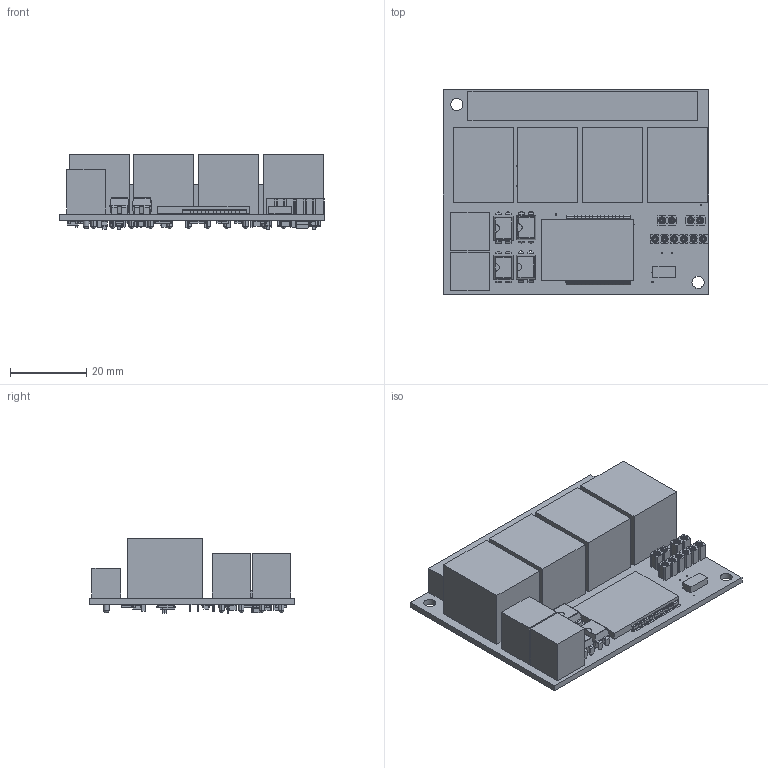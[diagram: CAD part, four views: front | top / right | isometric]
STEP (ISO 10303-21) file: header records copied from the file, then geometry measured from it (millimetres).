
FILE_DESCRIPTION(('PCB Model'),'2;1');
FILE_NAME('wifi_switch.STEP','2022-08-16T17:10:08',('heman'),( 'Unspecified'),'Open CASCADE STEP processor 6.8','Proteus','Unknown' );
FILE_SCHEMA(('AUTOMOTIVE_DESIGN { 1 0 10303 214 1 1 1 1 }'));
Length unit declared in the file: millimetre
Products named in the file (126): Open CASCADE STEP translator 6.8 1; Layer_1; 12PIN_TERMINAL; Open CASCADE STEP translator 6.8 1.2.1; Body_1; Pin_1; Pin_2; Pin_3; Pin_4; Pin_5; Pin_6; Pin_7; Pin_8; Pin_9; Pin_10; Pin_11; Pin_12; RL4; Open CASCADE STEP translator 6.8 1.3.1; 1; 2; RL1; Open CASCADE STEP translator 6.8 1.4.1; RL2; Open CASCADE STEP translator 6.8 1.5.1; RL3; Open CASCADE STEP translator 6.8 1.6.1; ESP; Open CASCADE STEP translator 6.8 1.7.1; Pin_13; Pin_14; Pin_15; Pin_16; OP1; Open CASCADE STEP translator 6.8 1.8.1; OP2; Open CASCADE STEP translator 6.8 1.9.1; OP3; Open CASCADE STEP translator 6.8 1.10.1; OP4 ...
Assembly tree (154 placements, depth 5):
  Open CASCADE STEP translator 6.8 1
    Layer_1
    12PIN_TERMINAL
      Open CASCADE STEP translator 6.8 1.2.1
        Body_1
        Pin_1
        Pin_2
        Pin_3
        Pin_4
        Pin_5
        Pin_6
        Pin_7
        Pin_8
        Pin_9
        Pin_10
        Pin_11
        Pin_12
    RL4
      Open CASCADE STEP translator 6.8 1.3.1
        Body_1
          1
          2
    RL1
      Open CASCADE STEP translator 6.8 1.4.1
        Body_1
          1
          2
    RL2
      Open CASCADE STEP translator 6.8 1.5.1
        Body_1
          1
          2
    RL3
      Open CASCADE STEP translator 6.8 1.6.1
        Body_1
          1
          2
    ESP
      Open CASCADE STEP translator 6.8 1.7.1
        Body_1
        Pin_1
        Pin_2
        Pin_3
        Pin_4
        Pin_5
        Pin_6
        Pin_7
        Pin_8
        Pin_9
        Pin_10
        Pin_11
        Pin_12
        Pin_13
        Pin_14
        Pin_15
        Pin_16
    OP1
      Open CASCADE STEP translator 6.8 1.8.1
        Body_1
    OP2
Bounding box: 69.76 x 53.79 x 19.57 mm (x, y, z)
Volume: 33587 mm3; surface area: 22840.5 mm2
Topology: 129 solids, 129 shells, 2013 faces, 4843 edges, 3040 vertices
Faces by surface type: plane 1231, cylinder 488, cone 200, sphere 74, torus 20
Entity records: 42449 total; most frequent: DIRECTION 6121, CARTESIAN_POINT 6091, ORIENTED_EDGE 5446, EDGE_CURVE 2723, AXIS2_PLACEMENT_3D 2256, VERTEX_POINT 1742, LINE 1609, VECTOR 1609
